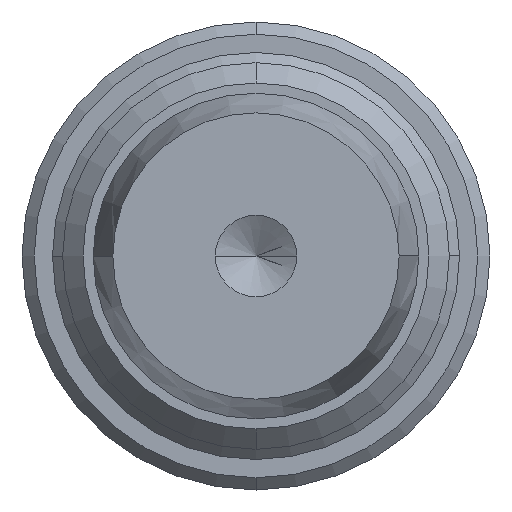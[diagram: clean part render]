
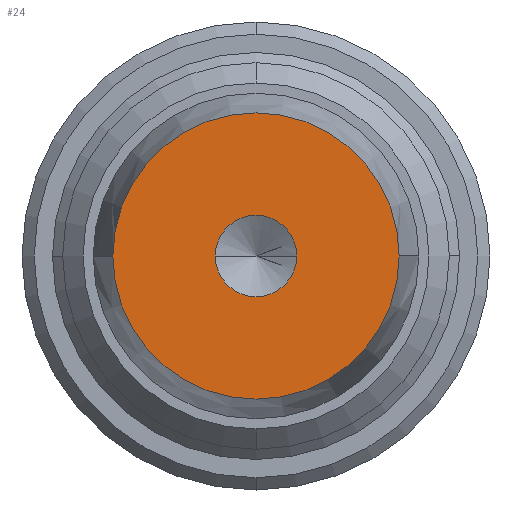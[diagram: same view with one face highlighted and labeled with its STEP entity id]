
A CAD part, front view. The second image highlights one B-rep face of the part: STEP entity #24.
In plain terms, the highlighted planar face has unit normal (0, -1, 0).
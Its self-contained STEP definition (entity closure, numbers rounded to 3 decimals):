
#24 = ADVANCED_FACE ( 'NONE', ( #1207, #664 ), #401, .F. ) ;
#58 = CARTESIAN_POINT ( 'NONE',  ( 0., 0., 0. ) ) ;
#155 = CARTESIAN_POINT ( 'NONE',  ( -4., 0., 0. ) ) ;
#158 = CARTESIAN_POINT ( 'NONE',  ( -1., 0., 0. ) ) ;
#161 = DIRECTION ( 'NONE',  ( 0., -1., 0. ) ) ;
#191 = CIRCLE ( 'NONE', #1094, 3.518 ) ;
#203 = EDGE_LOOP ( 'NONE', ( #878, #388 ) ) ;
#283 = AXIS2_PLACEMENT_3D ( 'NONE', #58, #161, #533 ) ;
#292 = DIRECTION ( 'NONE',  ( 0., -1., 0. ) ) ;
#357 = CARTESIAN_POINT ( 'NONE',  ( 0., 0., 0. ) ) ;
#364 = CIRCLE ( 'NONE', #1547, 3.518 ) ;
#377 = EDGE_CURVE ( 'NONE', #547, #460, #364, .T. ) ;
#388 = ORIENTED_EDGE ( 'NONE', *, *, #594, .F. ) ;
#401 = PLANE ( 'NONE',  #1280 ) ;
#460 = VERTEX_POINT ( 'NONE', #1347 ) ;
#478 = EDGE_LOOP ( 'NONE', ( #1062, #1093 ) ) ;
#520 = VERTEX_POINT ( 'NONE', #874 ) ;
#524 = DIRECTION ( 'NONE',  ( 0., 1., 0. ) ) ;
#533 = DIRECTION ( 'NONE',  ( 1., 0., 0. ) ) ;
#547 = VERTEX_POINT ( 'NONE', #645 ) ;
#580 = CIRCLE ( 'NONE', #1409, 1. ) ;
#594 = EDGE_CURVE ( 'NONE', #1006, #520, #580, .T. ) ;
#608 = DIRECTION ( 'NONE',  ( -1., 0., 0. ) ) ;
#645 = CARTESIAN_POINT ( 'NONE',  ( 3.518, 0., 0. ) ) ;
#664 = FACE_OUTER_BOUND ( 'NONE', #478, .T. ) ;
#807 = CIRCLE ( 'NONE', #283, 1. ) ;
#874 = CARTESIAN_POINT ( 'NONE',  ( 1., 0., 0. ) ) ;
#878 = ORIENTED_EDGE ( 'NONE', *, *, #1129, .F. ) ;
#896 = CARTESIAN_POINT ( 'NONE',  ( 0., 0., 0. ) ) ;
#902 = DIRECTION ( 'NONE',  ( -1., 0., 0. ) ) ;
#919 = CARTESIAN_POINT ( 'NONE',  ( 0., 0., 0. ) ) ;
#1006 = VERTEX_POINT ( 'NONE', #158 ) ;
#1062 = ORIENTED_EDGE ( 'NONE', *, *, #1545, .F. ) ;
#1093 = ORIENTED_EDGE ( 'NONE', *, *, #377, .F. ) ;
#1094 = AXIS2_PLACEMENT_3D ( 'NONE', #896, #1391, #1492 ) ;
#1129 = EDGE_CURVE ( 'NONE', #520, #1006, #807, .T. ) ;
#1141 = DIRECTION ( 'NONE',  ( 1., 0., 0. ) ) ;
#1207 = FACE_BOUND ( 'NONE', #203, .T. ) ;
#1280 = AXIS2_PLACEMENT_3D ( 'NONE', #155, #524, #902 ) ;
#1347 = CARTESIAN_POINT ( 'NONE',  ( -3.518, 0., 0. ) ) ;
#1391 = DIRECTION ( 'NONE',  ( 0., 1., 0. ) ) ;
#1409 = AXIS2_PLACEMENT_3D ( 'NONE', #919, #292, #1141 ) ;
#1492 = DIRECTION ( 'NONE',  ( -1., 0., 0. ) ) ;
#1545 = EDGE_CURVE ( 'NONE', #460, #547, #191, .T. ) ;
#1547 = AXIS2_PLACEMENT_3D ( 'NONE', #357, #1584, #608 ) ;
#1584 = DIRECTION ( 'NONE',  ( 0., 1., 0. ) ) ;
